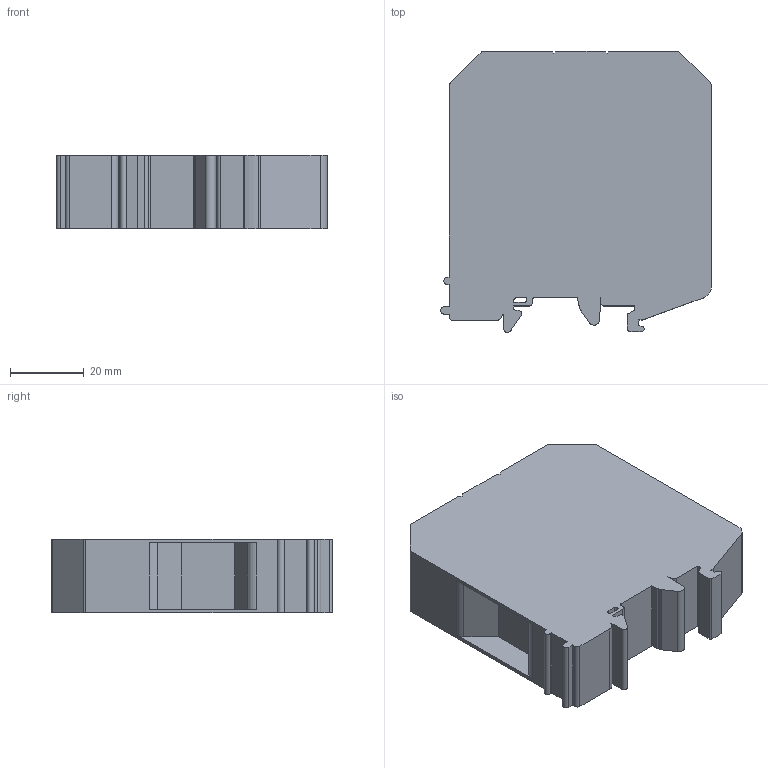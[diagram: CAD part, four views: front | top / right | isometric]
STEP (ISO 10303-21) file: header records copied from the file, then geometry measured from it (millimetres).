
FILE_DESCRIPTION((''),'2;1');
FILE_NAME('PRT0001','2022-06-08T',('Administrator'),(''),'PRO/ENGINEER BY PARAMETRIC TECHNOLOGY CORPORATION, 2013230','PRO/ENGINEER BY PARAMETRIC TECHNOLOGY CORPORATION, 2013230','');
FILE_SCHEMA(('CONFIG_CONTROL_DESIGN'));
Length unit declared in the file: millimetre
Products named in the file (1): PRT0001
Bounding box: 73.4 x 76.18 x 20 mm (x, y, z)
Volume: 92153.4 mm3; surface area: 17732.2 mm2
Topology: 1 solids, 1 shells, 91 faces, 255 edges, 170 vertices
Faces by surface type: plane 57, cylinder 34
Entity records: 2979 total; most frequent: CARTESIAN_POINT 516, ORIENTED_EDGE 510, DIRECTION 505, EDGE_CURVE 255, VECTOR 187, LINE 187, VERTEX_POINT 170, AXIS2_PLACEMENT_3D 159
